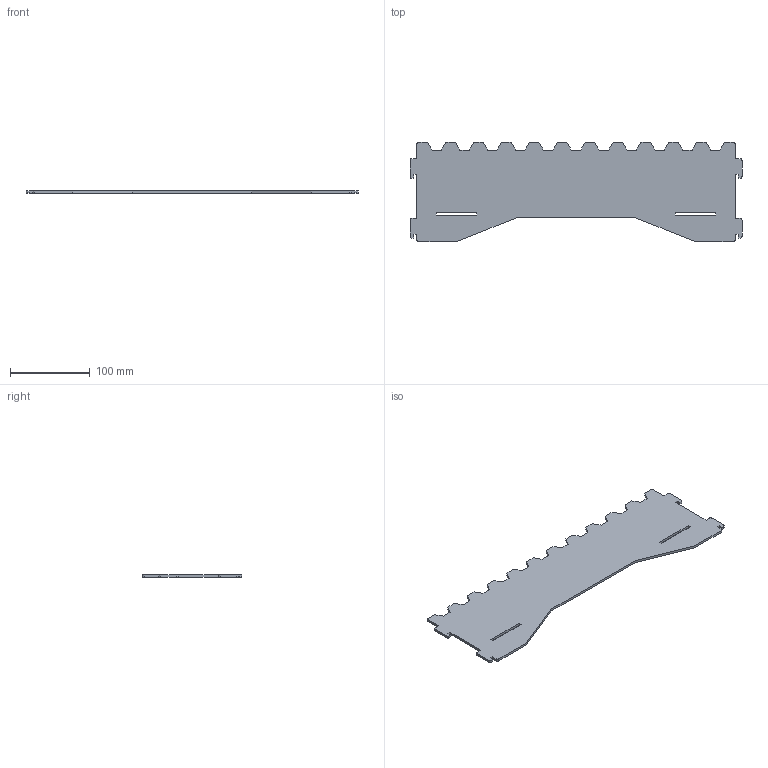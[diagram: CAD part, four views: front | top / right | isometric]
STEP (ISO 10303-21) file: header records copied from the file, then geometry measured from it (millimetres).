
FILE_DESCRIPTION (( 'STEP AP203' ), '1' );
FILE_NAME ('3A4.STEP', '2020-10-28T07:30:15', ( '' ), ( '' ), 'SwSTEP 2.0', 'SolidWorks 2020', '' );
FILE_SCHEMA (( 'CONFIG_CONTROL_DESIGN' ));
Length unit declared in the file: millimetre
Products named in the file (1): 3A4
Bounding box: 417 x 125 x 3 mm (x, y, z)
Volume: 125254.9 mm3; surface area: 88008.4 mm2
Topology: 1 solids, 1 shells, 98 faces, 288 edges, 192 vertices
Faces by surface type: plane 86, cylinder 12
Entity records: 3301 total; most frequent: CARTESIAN_POINT 579, ORIENTED_EDGE 576, DIRECTION 510, EDGE_CURVE 288, LINE 264, VECTOR 264, VERTEX_POINT 192, AXIS2_PLACEMENT_3D 123
